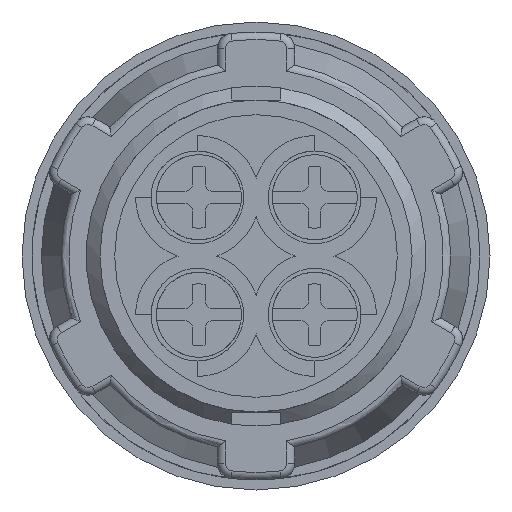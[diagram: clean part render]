
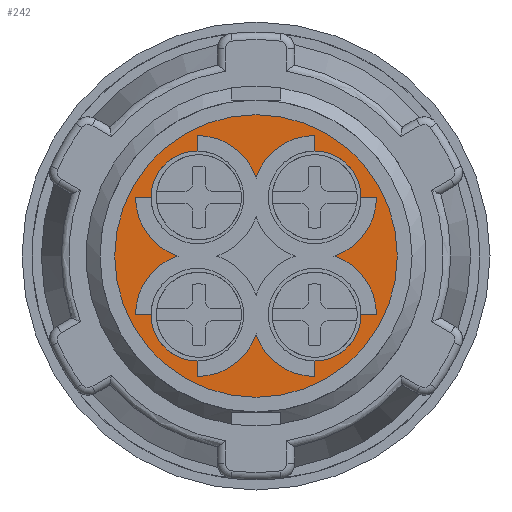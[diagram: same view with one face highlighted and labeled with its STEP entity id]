
A CAD part, front view. The second image highlights one B-rep face of the part: STEP entity #242.
In plain terms, the highlighted planar face has unit normal (0, -1, 0).
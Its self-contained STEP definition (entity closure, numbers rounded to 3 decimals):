
#242=ADVANCED_FACE('',(#1650,#1652),#1654,.T.);
#1650=FACE_BOUND('',#1651,.T.);
#1651=EDGE_LOOP('',(#4622));
#1652=FACE_BOUND('',#1653,.T.);
#1653=EDGE_LOOP('',(#4623,#4624,#4625,#4626,#4627,#4628,#4629,#4630,#4631,#4632,
#4633,#4634,#4635,#4636,#4637,#4638,#4639,#4640,#4641,#4642));
#1654=PLANE('',#1655);
#1655=AXIS2_PLACEMENT_3D('',#1656,#1657,#1658);
#1656=CARTESIAN_POINT('',(0.9,-43.7,-10.1));
#1657=DIRECTION('',(0.,-1.,0.));
#1658=DIRECTION('',(0.,0.,1.));
#4622=ORIENTED_EDGE('',*,*,#6513,.T.);
#4623=ORIENTED_EDGE('',*,*,#6514,.F.);
#4624=ORIENTED_EDGE('',*,*,#6515,.F.);
#4625=ORIENTED_EDGE('',*,*,#6516,.F.);
#4626=ORIENTED_EDGE('',*,*,#6517,.F.);
#4627=ORIENTED_EDGE('',*,*,#6518,.F.);
#4628=ORIENTED_EDGE('',*,*,#6519,.F.);
#4629=ORIENTED_EDGE('',*,*,#6520,.F.);
#4630=ORIENTED_EDGE('',*,*,#6521,.F.);
#4631=ORIENTED_EDGE('',*,*,#6522,.F.);
#4632=ORIENTED_EDGE('',*,*,#6523,.F.);
#4633=ORIENTED_EDGE('',*,*,#6524,.F.);
#4634=ORIENTED_EDGE('',*,*,#6525,.F.);
#4635=ORIENTED_EDGE('',*,*,#6526,.F.);
#4636=ORIENTED_EDGE('',*,*,#6527,.F.);
#4637=ORIENTED_EDGE('',*,*,#6528,.F.);
#4638=ORIENTED_EDGE('',*,*,#6529,.F.);
#4639=ORIENTED_EDGE('',*,*,#6530,.F.);
#4640=ORIENTED_EDGE('',*,*,#6531,.F.);
#4641=ORIENTED_EDGE('',*,*,#6506,.F.);
#4642=ORIENTED_EDGE('',*,*,#6512,.F.);
#6506=EDGE_CURVE('',#8062,#8063,#8064,.T.);
#6512=EDGE_CURVE('',#8072,#8062,#8074,.T.);
#6513=EDGE_CURVE('',#8075,#8075,#8076,.T.);
#6514=EDGE_CURVE('',#8077,#8072,#8078,.T.);
#6515=EDGE_CURVE('',#8079,#8077,#8080,.T.);
#6516=EDGE_CURVE('',#8081,#8079,#8082,.T.);
#6517=EDGE_CURVE('',#8083,#8081,#8084,.T.);
#6518=EDGE_CURVE('',#8085,#8083,#8086,.T.);
#6519=EDGE_CURVE('',#8087,#8085,#8088,.T.);
#6520=EDGE_CURVE('',#8089,#8087,#8090,.T.);
#6521=EDGE_CURVE('',#8091,#8089,#8092,.T.);
#6522=EDGE_CURVE('',#8093,#8091,#8094,.T.);
#6523=EDGE_CURVE('',#8095,#8093,#8096,.T.);
#6524=EDGE_CURVE('',#8097,#8095,#8098,.T.);
#6525=EDGE_CURVE('',#8099,#8097,#8100,.T.);
#6526=EDGE_CURVE('',#8101,#8099,#8102,.T.);
#6527=EDGE_CURVE('',#8103,#8101,#8104,.T.);
#6528=EDGE_CURVE('',#8105,#8103,#8106,.T.);
#6529=EDGE_CURVE('',#8107,#8105,#8108,.T.);
#6530=EDGE_CURVE('',#8109,#8107,#8110,.T.);
#6531=EDGE_CURVE('',#8063,#8109,#8111,.T.);
#8062=VERTEX_POINT('',#12823);
#8063=VERTEX_POINT('',#12824);
#8064=CIRCLE('',#12825,3.);
#8072=VERTEX_POINT('',#12845);
#8074=LINE('',#12849,#12850);
#8075=VERTEX_POINT('',#12852);
#8076=CIRCLE('',#12853,9.15);
#8077=VERTEX_POINT('',#12857);
#8078=CIRCLE('',#12858,4.);
#8079=VERTEX_POINT('',#12862);
#8080=CIRCLE('',#12863,4.);
#8081=VERTEX_POINT('',#12867);
#8082=LINE('',#12868,#12869);
#8083=VERTEX_POINT('',#12871);
#8084=CIRCLE('',#12872,3.);
#8085=VERTEX_POINT('',#12876);
#8086=LINE('',#12877,#12878);
#8087=VERTEX_POINT('',#12880);
#8088=CIRCLE('',#12881,4.);
#8089=VERTEX_POINT('',#12885);
#8090=CIRCLE('',#12886,4.);
#8091=VERTEX_POINT('',#12890);
#8092=LINE('',#12891,#12892);
#8093=VERTEX_POINT('',#12894);
#8094=CIRCLE('',#12895,3.);
#8095=VERTEX_POINT('',#12899);
#8096=LINE('',#12900,#12901);
#8097=VERTEX_POINT('',#12903);
#8098=CIRCLE('',#12904,4.);
#8099=VERTEX_POINT('',#12908);
#8100=CIRCLE('',#12909,4.);
#8101=VERTEX_POINT('',#12913);
#8102=LINE('',#12914,#12915);
#8103=VERTEX_POINT('',#12917);
#8104=CIRCLE('',#12918,3.);
#8105=VERTEX_POINT('',#12922);
#8106=LINE('',#12923,#12924);
#8107=VERTEX_POINT('',#12926);
#8108=CIRCLE('',#12927,4.);
#8109=VERTEX_POINT('',#12931);
#8110=CIRCLE('',#12932,4.);
#8111=LINE('',#12936,#12937);
#12823=CARTESIAN_POINT('',(-3.8,-43.7,6.8));
#12824=CARTESIAN_POINT('',(-6.8,-43.7,3.8));
#12825=AXIS2_PLACEMENT_3D('',#12826,#12827,#12828);
#12826=CARTESIAN_POINT('',(-3.8,-43.7,3.8));
#12827=DIRECTION('',(0.,-1.,0.));
#12828=DIRECTION('',(0.,0.,1.));
#12845=CARTESIAN_POINT('',(-3.8,-43.7,7.8));
#12849=CARTESIAN_POINT('',(-3.8,-43.7,7.8));
#12850=VECTOR('',#12851,1.);
#12851=DIRECTION('',(0.,0.,-1.));
#12852=CARTESIAN_POINT('',(9.15,-43.7,0.));
#12853=AXIS2_PLACEMENT_3D('',#12854,#12855,#12856);
#12854=CARTESIAN_POINT('',(0.,-43.7,0.));
#12855=DIRECTION('',(0.,-1.,0.));
#12856=DIRECTION('',(1.,0.,0.));
#12857=CARTESIAN_POINT('',(0.,-43.7,5.049));
#12858=AXIS2_PLACEMENT_3D('',#12859,#12860,#12861);
#12859=CARTESIAN_POINT('',(-3.8,-43.7,3.8));
#12860=DIRECTION('',(0.,-1.,0.));
#12861=DIRECTION('',(0.95,0.,0.312));
#12862=CARTESIAN_POINT('',(3.8,-43.7,7.8));
#12863=AXIS2_PLACEMENT_3D('',#12864,#12865,#12866);
#12864=CARTESIAN_POINT('',(3.8,-43.7,3.8));
#12865=DIRECTION('',(0.,-1.,0.));
#12866=DIRECTION('',(0.,0.,1.));
#12867=CARTESIAN_POINT('',(3.8,-43.7,6.8));
#12868=CARTESIAN_POINT('',(3.8,-43.7,6.8));
#12869=VECTOR('',#12870,1.);
#12870=DIRECTION('',(0.,0.,1.));
#12871=CARTESIAN_POINT('',(6.8,-43.7,3.8));
#12872=AXIS2_PLACEMENT_3D('',#12873,#12874,#12875);
#12873=CARTESIAN_POINT('',(3.8,-43.7,3.8));
#12874=DIRECTION('',(0.,-1.,0.));
#12875=DIRECTION('',(1.,0.,0.));
#12876=CARTESIAN_POINT('',(7.8,-43.7,3.8));
#12877=CARTESIAN_POINT('',(7.8,-43.7,3.8));
#12878=VECTOR('',#12879,1.);
#12879=DIRECTION('',(-1.,0.,0.));
#12880=CARTESIAN_POINT('',(5.049,-43.7,0.));
#12881=AXIS2_PLACEMENT_3D('',#12882,#12883,#12884);
#12882=CARTESIAN_POINT('',(3.8,-43.7,3.8));
#12883=DIRECTION('',(0.,-1.,0.));
#12884=DIRECTION('',(0.312,0.,-0.95));
#12885=CARTESIAN_POINT('',(7.8,-43.7,-3.8));
#12886=AXIS2_PLACEMENT_3D('',#12887,#12888,#12889);
#12887=CARTESIAN_POINT('',(3.8,-43.7,-3.8));
#12888=DIRECTION('',(0.,-1.,0.));
#12889=DIRECTION('',(1.,0.,0.));
#12890=CARTESIAN_POINT('',(6.8,-43.7,-3.8));
#12891=CARTESIAN_POINT('',(6.8,-43.7,-3.8));
#12892=VECTOR('',#12893,1.);
#12893=DIRECTION('',(1.,0.,0.));
#12894=CARTESIAN_POINT('',(3.8,-43.7,-6.8));
#12895=AXIS2_PLACEMENT_3D('',#12896,#12897,#12898);
#12896=CARTESIAN_POINT('',(3.8,-43.7,-3.8));
#12897=DIRECTION('',(0.,-1.,0.));
#12898=DIRECTION('',(0.,0.,-1.));
#12899=CARTESIAN_POINT('',(3.8,-43.7,-7.8));
#12900=CARTESIAN_POINT('',(3.8,-43.7,-7.8));
#12901=VECTOR('',#12902,1.);
#12902=DIRECTION('',(0.,0.,1.));
#12903=CARTESIAN_POINT('',(0.,-43.7,-5.049));
#12904=AXIS2_PLACEMENT_3D('',#12905,#12906,#12907);
#12905=CARTESIAN_POINT('',(3.8,-43.7,-3.8));
#12906=DIRECTION('',(0.,-1.,0.));
#12907=DIRECTION('',(-0.95,0.,-0.312));
#12908=CARTESIAN_POINT('',(-3.8,-43.7,-7.8));
#12909=AXIS2_PLACEMENT_3D('',#12910,#12911,#12912);
#12910=CARTESIAN_POINT('',(-3.8,-43.7,-3.8));
#12911=DIRECTION('',(0.,-1.,0.));
#12912=DIRECTION('',(0.,0.,-1.));
#12913=CARTESIAN_POINT('',(-3.8,-43.7,-6.8));
#12914=CARTESIAN_POINT('',(-3.8,-43.7,-6.8));
#12915=VECTOR('',#12916,1.);
#12916=DIRECTION('',(0.,0.,-1.));
#12917=CARTESIAN_POINT('',(-6.8,-43.7,-3.8));
#12918=AXIS2_PLACEMENT_3D('',#12919,#12920,#12921);
#12919=CARTESIAN_POINT('',(-3.8,-43.7,-3.8));
#12920=DIRECTION('',(0.,-1.,0.));
#12921=DIRECTION('',(-1.,0.,0.));
#12922=CARTESIAN_POINT('',(-7.8,-43.7,-3.8));
#12923=CARTESIAN_POINT('',(-7.8,-43.7,-3.8));
#12924=VECTOR('',#12925,1.);
#12925=DIRECTION('',(1.,0.,0.));
#12926=CARTESIAN_POINT('',(-5.049,-43.7,0.));
#12927=AXIS2_PLACEMENT_3D('',#12928,#12929,#12930);
#12928=CARTESIAN_POINT('',(-3.8,-43.7,-3.8));
#12929=DIRECTION('',(0.,-1.,0.));
#12930=DIRECTION('',(-0.312,0.,0.95));
#12931=CARTESIAN_POINT('',(-7.8,-43.7,3.8));
#12932=AXIS2_PLACEMENT_3D('',#12933,#12934,#12935);
#12933=CARTESIAN_POINT('',(-3.8,-43.7,3.8));
#12934=DIRECTION('',(0.,-1.,0.));
#12935=DIRECTION('',(-1.,0.,0.));
#12936=CARTESIAN_POINT('',(-6.8,-43.7,3.8));
#12937=VECTOR('',#12938,1.);
#12938=DIRECTION('',(-1.,0.,0.));
